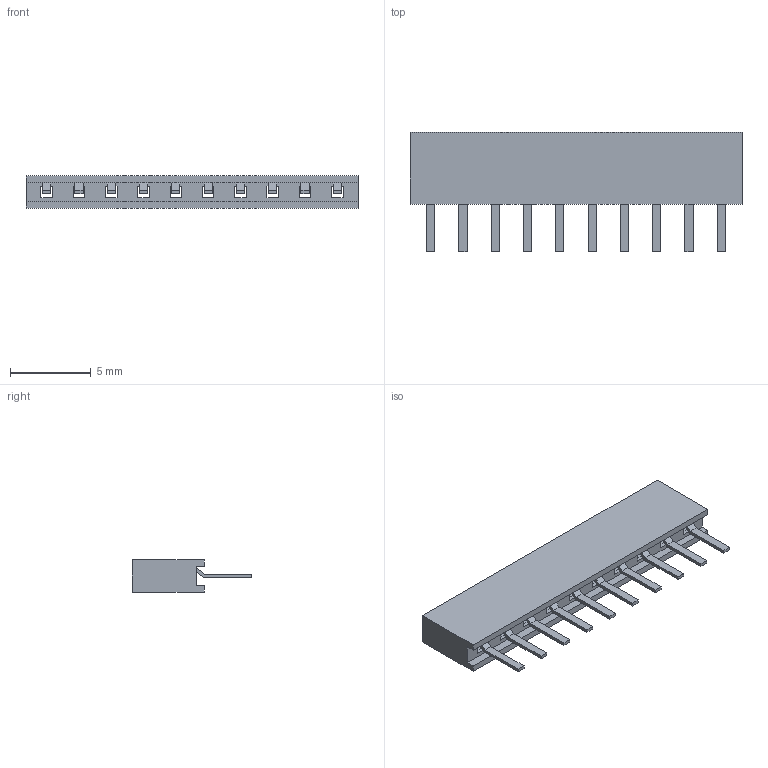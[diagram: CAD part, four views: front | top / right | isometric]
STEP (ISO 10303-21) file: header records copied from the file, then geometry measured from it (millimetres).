
FILE_DESCRIPTION( ( 'STEP AP214' ), '1' );
FILE_NAME( 'MMS-110-01-L-SV.stp', '2019-04-09T10:45:59', ( '' ), ( '' ), ' ', 'PARTsolutions', ' ' );
FILE_SCHEMA( ( 'AUTOMOTIVE_DESIGN { 1 0 10303 214 1 1 1 1 }' ) );
Length unit declared in the file: inch
Products named in the file (3): MMS-110-01-L-SV; _MMS-110-01-SV_socket; _C-63-01-10-SV
Assembly tree (2 placements, depth 2):
  MMS-110-01-L-SV
    _MMS-110-01-SV_socket
    _C-63-01-10-SV
Bounding box: 20.55 x 7.37 x 2 mm (x, y, z)
Volume: 225.4 mm3; surface area: 721.8 mm2
Topology: 2 solids, 2 shells, 204 faces, 560 edges, 360 vertices
Faces by surface type: plane 204
Entity records: 8042 total; most frequent: CARTESIAN_POINT 1127, ORIENTED_EDGE 1120, DIRECTION 974, EDGE_CURVE 560, LINE 560, VECTOR 560, VERTEX_POINT 360, EDGE_LOOP 240
